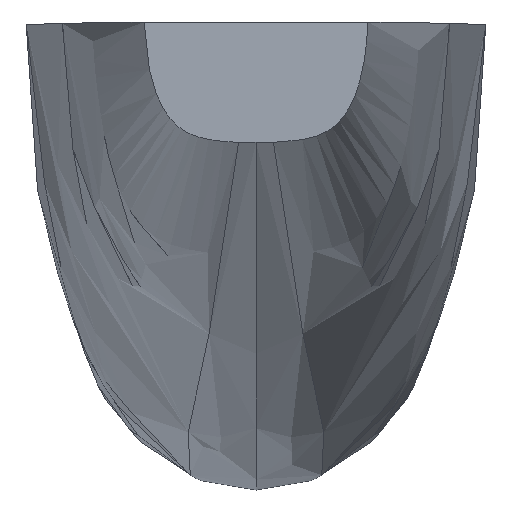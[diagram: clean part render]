
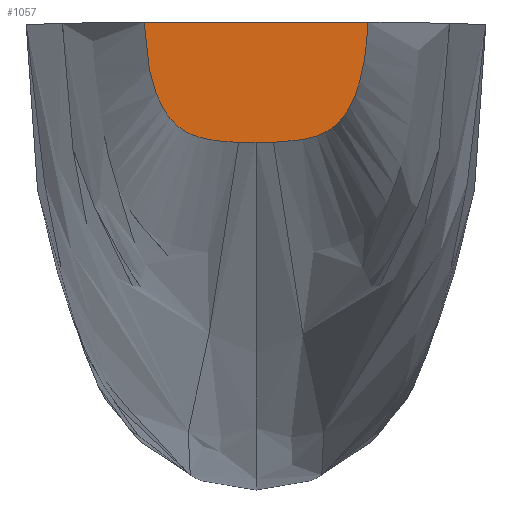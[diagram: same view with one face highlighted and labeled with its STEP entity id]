
A CAD part, top view. The second image highlights one B-rep face of the part: STEP entity #1057.
In plain terms, the highlighted planar face has unit normal (0, 0, 1).
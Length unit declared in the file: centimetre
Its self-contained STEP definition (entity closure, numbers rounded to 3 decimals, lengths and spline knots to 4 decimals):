
#106 = VERTEX_POINT ( 'NONE', #888 ) ;
#113 = EDGE_LOOP ( 'NONE', ( #152, #124, #145, #128, #156 ) ) ;
#117 = VERTEX_POINT ( 'NONE', #887 ) ;
#123 = LINE ( 'NONE', #1161, #140 ) ;
#124 = ORIENTED_EDGE ( 'NONE', *, *, #269, .T. ) ;
#128 = ORIENTED_EDGE ( 'NONE', *, *, #259, .T. ) ;
#129 = VERTEX_POINT ( 'NONE', #890 ) ;
#134 = VERTEX_POINT ( 'NONE', #898 ) ;
#140 = VECTOR ( 'NONE', #1147, 100. ) ;
#145 = ORIENTED_EDGE ( 'NONE', *, *, #260, .T. ) ;
#146 = VERTEX_POINT ( 'NONE', #896 ) ;
#152 = ORIENTED_EDGE ( 'NONE', *, *, #268, .T. ) ;
#156 = ORIENTED_EDGE ( 'NONE', *, *, #1142, .T. ) ;
#164 = FACE_OUTER_BOUND ( 'NONE', #113, .T. ) ;
#259 = EDGE_CURVE ( 'NONE', #117, #106, #737, .T. ) ;
#260 = EDGE_CURVE ( 'NONE', #129, #117, #123, .T. ) ;
#268 = EDGE_CURVE ( 'NONE', #146, #134, #734, .T. ) ;
#269 = EDGE_CURVE ( 'NONE', #134, #129, #744, .T. ) ;
#283 = CARTESIAN_POINT ( 'NONE',  ( 6.5, 0., 0. ) ) ;
#648 = PLANE ( 'NONE',  #906 ) ;
#650 = CARTESIAN_POINT ( 'NONE',  ( 5.0861, -5.4868, 0. ) ) ;
#654 = DIRECTION ( 'NONE',  ( 0., 0., 1. ) ) ;
#655 = DIRECTION ( 'NONE',  ( 1., 0., 0. ) ) ;
#656 = CARTESIAN_POINT ( 'NONE',  ( -0.6763, -7.0017, 0. ) ) ;
#657 = CARTESIAN_POINT ( 'NONE',  ( -1.0134, -6.9928, 0. ) ) ;
#660 = CARTESIAN_POINT ( 'NONE',  ( -0.3389, -7.0015, 0. ) ) ;
#661 = CARTESIAN_POINT ( 'NONE',  ( 0., -7., 0. ) ) ;
#734 = B_SPLINE_CURVE_WITH_KNOTS ( 'NONE', 3,
 ( #1154, #1151, #849, #846 ),
 .UNSPECIFIED., .F., .F.,
 ( 4, 4 ),
 ( 0., 0.0914 ),
 .UNSPECIFIED. ) ;
#737 = B_SPLINE_CURVE_WITH_KNOTS ( 'NONE', 3,
 ( #1166, #1157, #1144, #1145, #1156, #1164 ),
 .UNSPECIFIED., .F., .F.,
 ( 4, 1, 1, 4 ),
 ( 0., 0.6239, 0.7663, 0.9086 ),
 .UNSPECIFIED. ) ;
#740 = B_SPLINE_CURVE_WITH_KNOTS ( 'NONE', 3,
 ( #657, #656, #660, #661 ),
 .UNSPECIFIED., .F., .F.,
 ( 4, 4 ),
 ( 0.9086, 1. ),
 .UNSPECIFIED. ) ;
#744 = B_SPLINE_CURVE_WITH_KNOTS ( 'NONE', 3,
 ( #840, #850, #845, #847, #848, #283 ),
 .UNSPECIFIED., .F., .F.,
 ( 4, 1, 1, 4 ),
 ( 0.0914, 0.2337, 0.3761, 1. ),
 .UNSPECIFIED. ) ;
#840 = CARTESIAN_POINT ( 'NONE',  ( 1.0134, -6.9928, 0. ) ) ;
#845 = CARTESIAN_POINT ( 'NONE',  ( 2.5867, -6.9065, 0. ) ) ;
#846 = CARTESIAN_POINT ( 'NONE',  ( 1.0134, -6.9928, 0. ) ) ;
#847 = CARTESIAN_POINT ( 'NONE',  ( 5.9729, -6.007, 0. ) ) ;
#848 = CARTESIAN_POINT ( 'NONE',  ( 6.4269, -2.0228, 0. ) ) ;
#849 = CARTESIAN_POINT ( 'NONE',  ( 0.6763, -7.0017, 0. ) ) ;
#850 = CARTESIAN_POINT ( 'NONE',  ( 1.5382, -6.9789, 0. ) ) ;
#887 = CARTESIAN_POINT ( 'NONE',  ( -6.5, 0., 0. ) ) ;
#888 = CARTESIAN_POINT ( 'NONE',  ( -1.0134, -6.9928, 0. ) ) ;
#890 = CARTESIAN_POINT ( 'NONE',  ( 6.5, 0., 0. ) ) ;
#896 = CARTESIAN_POINT ( 'NONE',  ( 0., -7., 0. ) ) ;
#898 = CARTESIAN_POINT ( 'NONE',  ( 1.0134, -6.9928, 0. ) ) ;
#906 = AXIS2_PLACEMENT_3D ( 'NONE', #650, #654, #655 ) ;
#1057 = ADVANCED_FACE ( 'NONE', ( #164 ), #648, .T. ) ;
#1142 = EDGE_CURVE ( 'NONE', #106, #146, #740, .T. ) ;
#1144 = CARTESIAN_POINT ( 'NONE',  ( -5.9729, -6.007, 0. ) ) ;
#1145 = CARTESIAN_POINT ( 'NONE',  ( -2.5867, -6.9065, 0. ) ) ;
#1147 = DIRECTION ( 'NONE',  ( -1., 0., 0. ) ) ;
#1151 = CARTESIAN_POINT ( 'NONE',  ( 0.3389, -7.0015, 0. ) ) ;
#1154 = CARTESIAN_POINT ( 'NONE',  ( 0., -7., 0. ) ) ;
#1156 = CARTESIAN_POINT ( 'NONE',  ( -1.5382, -6.9789, 0. ) ) ;
#1157 = CARTESIAN_POINT ( 'NONE',  ( -6.4269, -2.0228, 0. ) ) ;
#1161 = CARTESIAN_POINT ( 'NONE',  ( -6.5, 0., 0. ) ) ;
#1164 = CARTESIAN_POINT ( 'NONE',  ( -1.0134, -6.9928, 0. ) ) ;
#1166 = CARTESIAN_POINT ( 'NONE',  ( -6.5, 0., 0. ) ) ;
